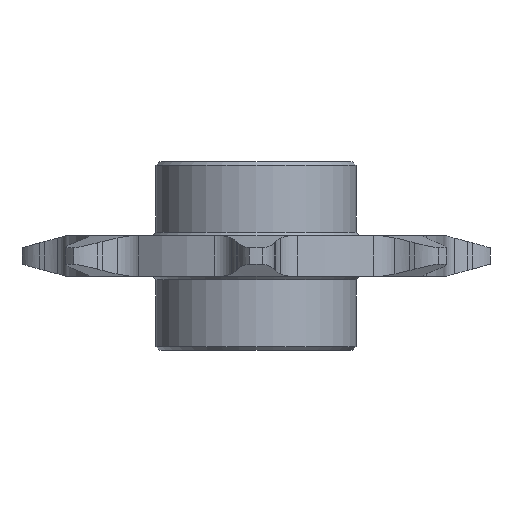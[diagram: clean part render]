
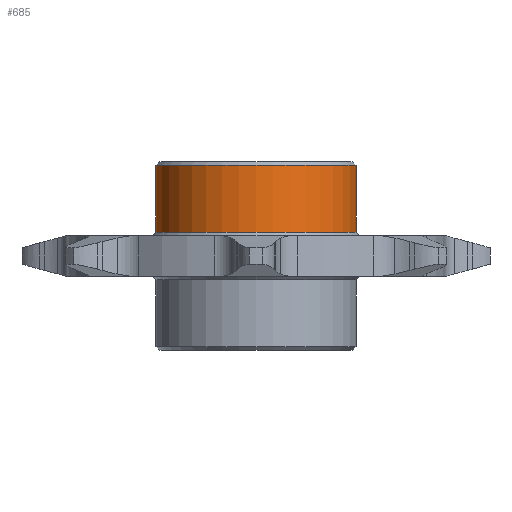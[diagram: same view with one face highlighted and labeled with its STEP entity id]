
A CAD part, front view. The second image highlights one B-rep face of the part: STEP entity #685.
In plain terms, the highlighted cylindrical face has radius 6.668 mm (diameter 13.335 mm), a partial arc.
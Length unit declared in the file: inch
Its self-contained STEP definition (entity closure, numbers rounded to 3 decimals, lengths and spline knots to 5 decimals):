
#37 = ORIENTED_EDGE ( 'NONE', *, *, #1567, .T. ) ;
#42 = CARTESIAN_POINT ( 'NONE',  ( 0.2625, 0., 0.0625 ) ) ;
#46 = LINE ( 'NONE', #2178, #3058 ) ;
#55 = EDGE_CURVE ( 'NONE', #3182, #2393, #579, .T. ) ;
#563 = CYLINDRICAL_SURFACE ( 'NONE', #1749, 0.2625 ) ;
#579 = CIRCLE ( 'NONE', #1038, 0.2625 ) ;
#594 = DIRECTION ( 'NONE',  ( 1., 0., 0. ) ) ;
#685 = ADVANCED_FACE ( 'NONE', ( #2670 ), #563, .T. ) ;
#755 = ORIENTED_EDGE ( 'NONE', *, *, #2348, .F. ) ;
#811 = DIRECTION ( 'NONE',  ( 0., 0., -1. ) ) ;
#896 = CARTESIAN_POINT ( 'NONE',  ( 0., 0., 0.2475 ) ) ;
#941 = CARTESIAN_POINT ( 'NONE',  ( 0., 0., 0.0625 ) ) ;
#959 = VERTEX_POINT ( 'NONE', #1696 ) ;
#1038 = AXIS2_PLACEMENT_3D ( 'NONE', #941, #2858, #2833 ) ;
#1155 = CARTESIAN_POINT ( 'NONE',  ( -0.2625, 0., 0.0625 ) ) ;
#1184 = AXIS2_PLACEMENT_3D ( 'NONE', #1846, #3070, #594 ) ;
#1428 = VERTEX_POINT ( 'NONE', #1897 ) ;
#1567 = EDGE_CURVE ( 'NONE', #1428, #959, #2789, .T. ) ;
#1574 = VECTOR ( 'NONE', #2252, 39.37008 ) ;
#1657 = DIRECTION ( 'NONE',  ( 0., 0., -1. ) ) ;
#1696 = CARTESIAN_POINT ( 'NONE',  ( -0.2625, 0., 0.2375 ) ) ;
#1749 = AXIS2_PLACEMENT_3D ( 'NONE', #896, #811, #2688 ) ;
#1846 = CARTESIAN_POINT ( 'NONE',  ( 0., 0., 0.2375 ) ) ;
#1897 = CARTESIAN_POINT ( 'NONE',  ( 0.2625, 0., 0.2375 ) ) ;
#1963 = EDGE_CURVE ( 'NONE', #959, #3182, #46, .T. ) ;
#2178 = CARTESIAN_POINT ( 'NONE',  ( -0.2625, 0., 0.2475 ) ) ;
#2252 = DIRECTION ( 'NONE',  ( 0., 0., -1. ) ) ;
#2348 = EDGE_CURVE ( 'NONE', #1428, #2393, #3431, .T. ) ;
#2393 = VERTEX_POINT ( 'NONE', #42 ) ;
#2487 = ORIENTED_EDGE ( 'NONE', *, *, #55, .T. ) ;
#2670 = FACE_OUTER_BOUND ( 'NONE', #3926, .T. ) ;
#2688 = DIRECTION ( 'NONE',  ( -1., 0., 0. ) ) ;
#2789 = CIRCLE ( 'NONE', #1184, 0.2625 ) ;
#2833 = DIRECTION ( 'NONE',  ( 1., 0., 0. ) ) ;
#2858 = DIRECTION ( 'NONE',  ( 0., 0., 1. ) ) ;
#3058 = VECTOR ( 'NONE', #1657, 39.37008 ) ;
#3070 = DIRECTION ( 'NONE',  ( 0., 0., -1. ) ) ;
#3182 = VERTEX_POINT ( 'NONE', #1155 ) ;
#3431 = LINE ( 'NONE', #3452, #1574 ) ;
#3452 = CARTESIAN_POINT ( 'NONE',  ( 0.2625, 0., 0.2475 ) ) ;
#3926 = EDGE_LOOP ( 'NONE', ( #755, #37, #3954, #2487 ) ) ;
#3954 = ORIENTED_EDGE ( 'NONE', *, *, #1963, .T. ) ;
